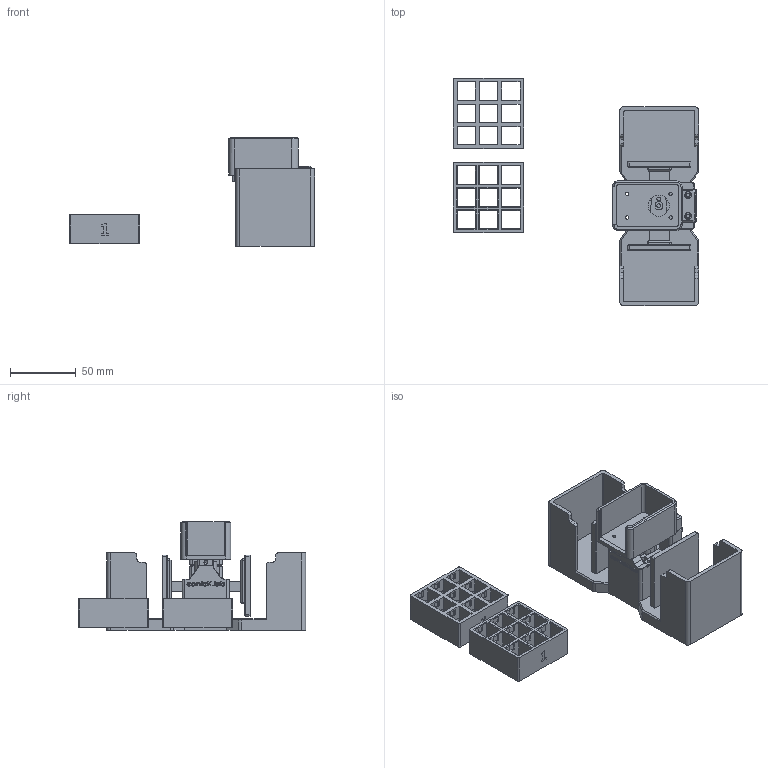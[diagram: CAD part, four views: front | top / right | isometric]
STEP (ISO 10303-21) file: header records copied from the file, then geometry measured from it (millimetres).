
FILE_DESCRIPTION(/* description */ (''),/* implementation_level */ '2;1');
FILE_NAME(/* name */ 'burn in machine.step',/* time_stamp */ '2023-05-06T15:50:29+07:00',/* author */ (''),/* organization */ (''),/* preprocessor_version */ 'ST-DEVELOPER v19.2',/* originating_system */ 'Autodesk Translation Framework v12.4.0.73',/* authorisation */ '');
FILE_SCHEMA (('AUTOMOTIVE_DESIGN { 1 0 10303 214 3 1 1 }'));
Length unit declared in the file: millimetre
Products named in the file (1): #46140
Bounding box: 186.7 x 173.21 x 82.9 mm (x, y, z)
Volume: 236949 mm3; surface area: 120154.1 mm2
Topology: 10 solids, 10 shells, 1498 faces, 3891 edges, 2520 vertices
Faces by surface type: plane 887, cylinder 481, bspline 79, cone 35, torus 16
Full cylindrical faces by diameter (mm): 1.8 x4, 2.5 x2, 2.529 x4, 2.8 x2, 2.9 x6, 3.2 x2, 5 x4, 5.2 x3, 16 x1
Entity records: 45979 total; most frequent: CARTESIAN_POINT 8969, ORIENTED_EDGE 7762, DIRECTION 7573, EDGE_CURVE 3881, LINE 2711, VECTOR 2711, VERTEX_POINT 2520, AXIS2_PLACEMENT_3D 2431
